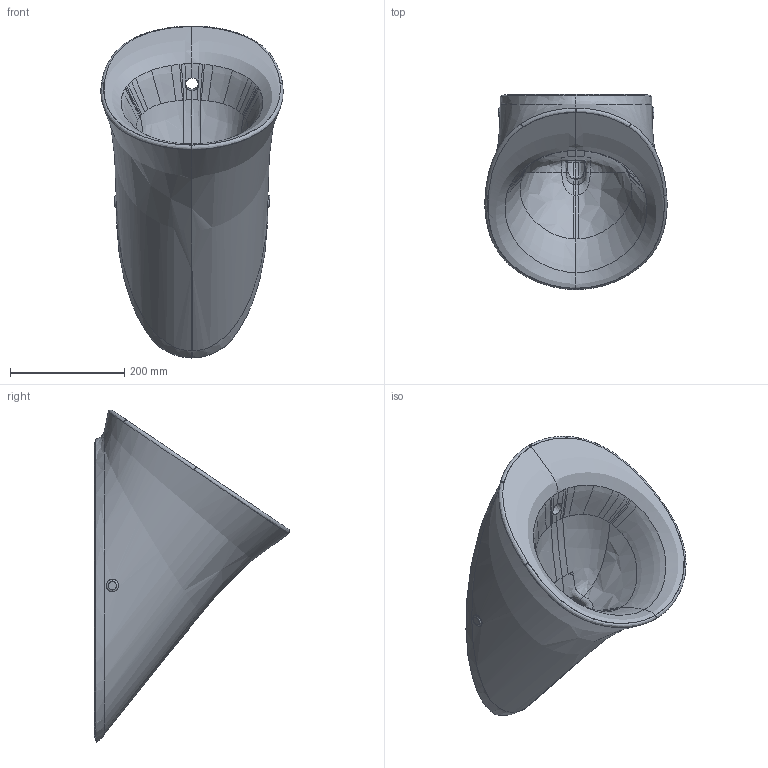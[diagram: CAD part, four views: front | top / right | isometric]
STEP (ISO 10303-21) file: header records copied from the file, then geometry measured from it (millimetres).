
FILE_DESCRIPTION(/* description */ (''),/* implementation_level */ '2;1');
FILE_NAME(/* name */ '281730',/* time_stamp */ '2021-06-21T16:16:42+02:00',/* author */ (''),/* organization */ (''),/* preprocessor_version */ 'ST-DEVELOPER v15',/* originating_system */ '',/* authorisation */ '');
FILE_SCHEMA (('AUTOMOTIVE_DESIGN'));
Length unit declared in the file: millimetre
Products named in the file (1): Document
Bounding box: 318.63 x 340.95 x 580.44 mm (x, y, z)
Volume: 9835889.6 mm3; surface area: 676401.4 mm2
Topology: 3 solids, 3 shells, 548 faces, 1351 edges, 799 vertices
Faces by surface type: bspline 515, plane 33
Entity records: 105256 total; most frequent: CARTESIAN_POINT 96896, ORIENTED_EDGE 2678, EDGE_CURVE 1339, B_SPLINE_CURVE_WITH_KNOTS 1282, VERTEX_POINT 799, EDGE_LOOP 558, ADVANCED_FACE 548, FACE_OUTER_BOUND 548
